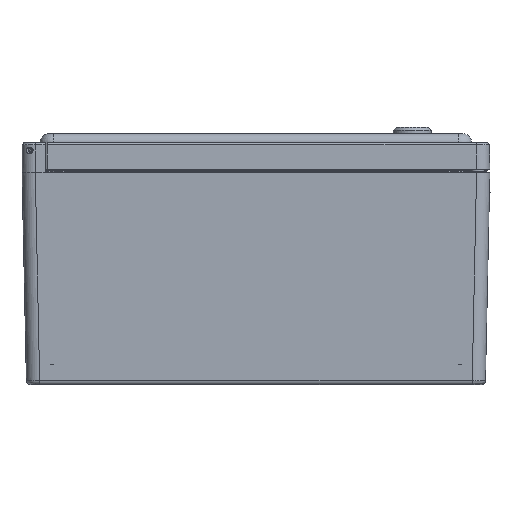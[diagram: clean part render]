
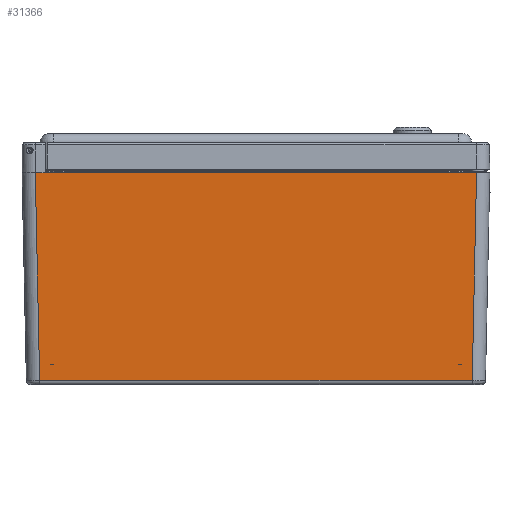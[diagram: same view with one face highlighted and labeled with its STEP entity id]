
A CAD part, front view. The second image highlights one B-rep face of the part: STEP entity #31366.
In plain terms, the highlighted planar face has unit normal (0, -1, -0.021).
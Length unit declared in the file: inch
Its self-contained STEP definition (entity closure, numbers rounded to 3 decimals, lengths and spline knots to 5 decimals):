
#4173 = VECTOR ( 'NONE', #17944, 39.37008 ) ;
#5516 = ORIENTED_EDGE ( 'NONE', *, *, #41583, .F. ) ;
#5932 = VECTOR ( 'NONE', #29534, 39.37008 ) ;
#7762 = AXIS2_PLACEMENT_3D ( 'NONE', #57863, #11376, #16189 ) ;
#9925 = VERTEX_POINT ( 'NONE', #49152 ) ;
#10307 = EDGE_CURVE ( 'NONE', #64016, #9925, #52180, .T. ) ;
#10373 = CARTESIAN_POINT ( 'NONE',  ( 6.48438, -7.48438, 0. ) ) ;
#11171 = ORIENTED_EDGE ( 'NONE', *, *, #67047, .F. ) ;
#11374 = CARTESIAN_POINT ( 'NONE',  ( 6.11202, -7.48694, 0.12238 ) ) ;
#11376 = DIRECTION ( 'NONE',  ( 0., 0., 1. ) ) ;
#15067 = EDGE_CURVE ( 'NONE', #64016, #16430, #56147, .T. ) ;
#16189 = DIRECTION ( 'NONE',  ( 0., 1., 0. ) ) ;
#16430 = VERTEX_POINT ( 'NONE', #11374 ) ;
#17944 = DIRECTION ( 'NONE',  ( -0.021, 0.021, -1. ) ) ;
#20070 = CARTESIAN_POINT ( 'NONE',  ( 6.48438, -7.61006, 6. ) ) ;
#20274 = CARTESIAN_POINT ( 'NONE',  ( -6.11202, -7.48694, 0.12238 ) ) ;
#20799 = CARTESIAN_POINT ( 'NONE',  ( 6.23514, -7.61006, 6. ) ) ;
#25619 = PLANE ( 'NONE',  #42416 ) ;
#27174 = DIRECTION ( 'NONE',  ( 0., -0.021, 1. ) ) ;
#29534 = DIRECTION ( 'NONE',  ( -1., 0., 0. ) ) ;
#29875 = CARTESIAN_POINT ( 'NONE',  ( 3.24219, -7.48694, 0.12238 ) ) ;
#30090 = DIRECTION ( 'NONE',  ( -1., 0., 0. ) ) ;
#31366 = ADVANCED_FACE ( 'NONE', ( #34827 ), #25619, .T. ) ;
#34039 = EDGE_CURVE ( 'NONE', #63033, #56703, #59918, .T. ) ;
#34712 = CARTESIAN_POINT ( 'NONE',  ( 6.48438, -7.61006, 6. ) ) ;
#34827 = FACE_OUTER_BOUND ( 'NONE', #55734, .T. ) ;
#38912 = CARTESIAN_POINT ( 'NONE',  ( 6.10634, -7.48126, -0.14879 ) ) ;
#41583 = EDGE_CURVE ( 'NONE', #63033, #56058, #59759, .T. ) ;
#42416 = AXIS2_PLACEMENT_3D ( 'NONE', #10373, #42766, #27174 ) ;
#42766 = DIRECTION ( 'NONE',  ( 0., -1., -0.021 ) ) ;
#45478 = VECTOR ( 'NONE', #61333, 39.37008 ) ;
#46307 = EDGE_CURVE ( 'NONE', #9925, #56058, #48726, .T. ) ;
#48726 = LINE ( 'NONE', #20070, #45478 ) ;
#49152 = CARTESIAN_POINT ( 'NONE',  ( -5.95381, -7.61006, 6. ) ) ;
#50310 = ORIENTED_EDGE ( 'NONE', *, *, #46307, .T. ) ;
#52180 = LINE ( 'NONE', #34712, #5932 ) ;
#53429 = ORIENTED_EDGE ( 'NONE', *, *, #15067, .F. ) ;
#53947 = VECTOR ( 'NONE', #30090, 39.37008 ) ;
#53978 = CARTESIAN_POINT ( 'NONE',  ( -6.23514, -7.61006, 6. ) ) ;
#54100 = CARTESIAN_POINT ( 'NONE',  ( -6.23506, -7.61006, 6. ) ) ;
#55734 = EDGE_LOOP ( 'NONE', ( #5516, #59064, #11171, #53429, #63949, #50310 ) ) ;
#56058 = VERTEX_POINT ( 'NONE', #54100 ) ;
#56147 = LINE ( 'NONE', #38912, #4173 ) ;
#56703 = VERTEX_POINT ( 'NONE', #20274 ) ;
#57263 = LINE ( 'NONE', #29875, #53947 ) ;
#57863 = CARTESIAN_POINT ( 'NONE',  ( -6.23506, -7.23506, 6. ) ) ;
#59064 = ORIENTED_EDGE ( 'NONE', *, *, #34039, .T. ) ;
#59617 = CARTESIAN_POINT ( 'NONE',  ( -6.11202, -7.48694, 0.12238 ) ) ;
#59759 = CIRCLE ( 'NONE', #7762, 0.375 ) ;
#59918 = LINE ( 'NONE', #59617, #63138 ) ;
#60519 = DIRECTION ( 'NONE',  ( 0.021, 0.021, -1. ) ) ;
#61333 = DIRECTION ( 'NONE',  ( -1., 0., 0. ) ) ;
#63033 = VERTEX_POINT ( 'NONE', #53978 ) ;
#63138 = VECTOR ( 'NONE', #60519, 39.37008 ) ;
#63949 = ORIENTED_EDGE ( 'NONE', *, *, #10307, .T. ) ;
#64016 = VERTEX_POINT ( 'NONE', #20799 ) ;
#67047 = EDGE_CURVE ( 'NONE', #16430, #56703, #57263, .T. ) ;
